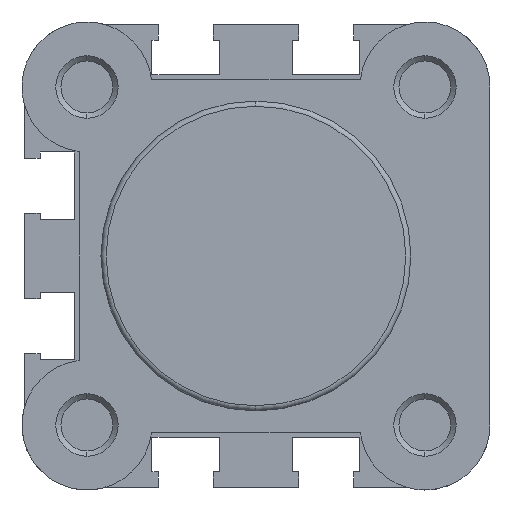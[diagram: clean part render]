
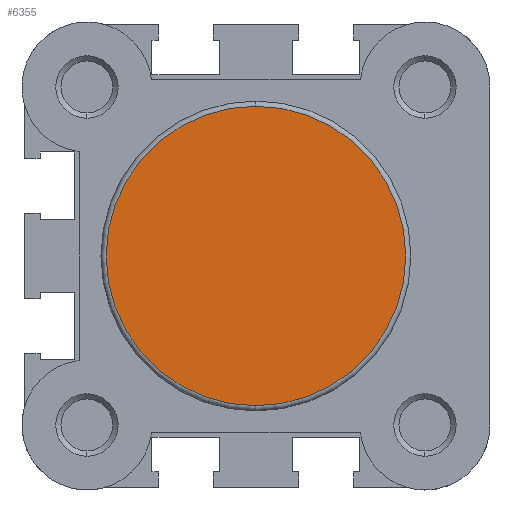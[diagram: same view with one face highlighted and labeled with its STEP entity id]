
A CAD part, left-side view. The second image highlights one B-rep face of the part: STEP entity #6355.
In plain terms, the highlighted planar face has unit normal (-1, 0, 0).
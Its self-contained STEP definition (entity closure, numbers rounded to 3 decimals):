
#472 = ORIENTED_EDGE ( 'NONE', *, *, #4806, .T. ) ;
#473 = ORIENTED_EDGE ( 'NONE', *, *, #4747, .T. ) ;
#1136 = DIRECTION ( 'NONE',  ( -1., 0., 0. ) ) ;
#1138 = DIRECTION ( 'NONE',  ( 0., 0., 1. ) ) ;
#1591 = CARTESIAN_POINT ( 'NONE',  ( 0., 0., 0. ) ) ;
#1661 = CARTESIAN_POINT ( 'NONE',  ( 0., 0., 0. ) ) ;
#1667 = DIRECTION ( 'NONE',  ( -1., 0., 0. ) ) ;
#1668 = DIRECTION ( 'NONE',  ( 0., 0., 1. ) ) ;
#1835 = CARTESIAN_POINT ( 'NONE',  ( 0., 0., 14.4 ) ) ;
#2050 = CARTESIAN_POINT ( 'NONE',  ( 0., 0., -14.4 ) ) ;
#2676 = EDGE_LOOP ( 'NONE', ( #473, #472 ) ) ;
#2798 = PLANE ( 'NONE',  #4134 ) ;
#2800 = CARTESIAN_POINT ( 'NONE',  ( 0., -14.9, 0. ) ) ;
#2803 = DIRECTION ( 'NONE',  ( -1., 0., 0. ) ) ;
#2808 = DIRECTION ( 'NONE',  ( 0., 0., 1. ) ) ;
#3202 = CIRCLE ( 'NONE', #4350, 14.4 ) ;
#3285 = CIRCLE ( 'NONE', #4316, 14.4 ) ;
#3651 = FACE_OUTER_BOUND ( 'NONE', #2676, .T. ) ;
#4134 = AXIS2_PLACEMENT_3D ( 'NONE', #2800, #2803, #2808 ) ;
#4316 = AXIS2_PLACEMENT_3D ( 'NONE', #1591, #1136, #1138 ) ;
#4350 = AXIS2_PLACEMENT_3D ( 'NONE', #1661, #1667, #1668 ) ;
#4747 = EDGE_CURVE ( 'NONE', #5460, #5151, #3202, .T. ) ;
#4806 = EDGE_CURVE ( 'NONE', #5151, #5460, #3285, .T. ) ;
#5151 = VERTEX_POINT ( 'NONE', #2050 ) ;
#5460 = VERTEX_POINT ( 'NONE', #1835 ) ;
#6355 = ADVANCED_FACE ( 'NONE', ( #3651 ), #2798, .T. ) ;
